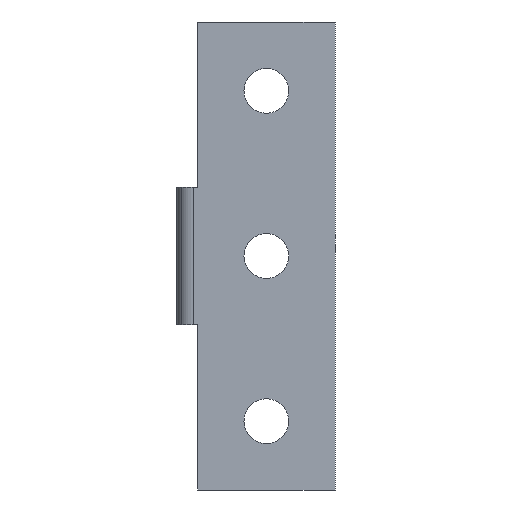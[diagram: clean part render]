
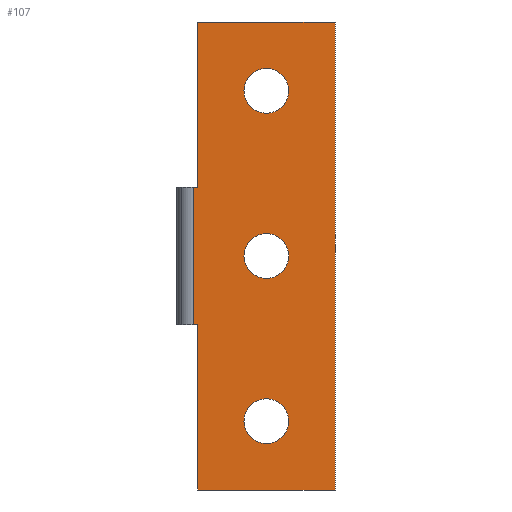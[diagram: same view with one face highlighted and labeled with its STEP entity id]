
A CAD part, left-side view. The second image highlights one B-rep face of the part: STEP entity #107.
In plain terms, the highlighted planar face has unit normal (-1, 0, 0).
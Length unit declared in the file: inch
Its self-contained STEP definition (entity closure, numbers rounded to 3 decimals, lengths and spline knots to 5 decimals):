
#107=ADVANCED_FACE('',(#215,#216,#217,#218),#219,.F.);
#215=FACE_OUTER_BOUND('',#403,.T.);
#216=FACE_BOUND('',#404,.T.);
#217=FACE_BOUND('',#405,.T.);
#218=FACE_BOUND('',#406,.T.);
#219=PLANE('',#407);
#403=EDGE_LOOP('',(#649,#650,#651,#652,#653,#654,#655,#656));
#404=EDGE_LOOP('',(#657,#658,#659,#660));
#405=EDGE_LOOP('',(#661,#662,#663,#664));
#406=EDGE_LOOP('',(#665,#666,#667,#668));
#407=AXIS2_PLACEMENT_3D('',#669,#670,#671);
#649=ORIENTED_EDGE('',*,*,#827,.F.);
#650=ORIENTED_EDGE('',*,*,#803,.T.);
#651=ORIENTED_EDGE('',*,*,#756,.T.);
#652=ORIENTED_EDGE('',*,*,#833,.T.);
#653=ORIENTED_EDGE('',*,*,#787,.T.);
#654=ORIENTED_EDGE('',*,*,#814,.T.);
#655=ORIENTED_EDGE('',*,*,#807,.T.);
#656=ORIENTED_EDGE('',*,*,#731,.T.);
#657=ORIENTED_EDGE('',*,*,#834,.T.);
#658=ORIENTED_EDGE('',*,*,#835,.T.);
#659=ORIENTED_EDGE('',*,*,#751,.T.);
#660=ORIENTED_EDGE('',*,*,#836,.T.);
#661=ORIENTED_EDGE('',*,*,#837,.T.);
#662=ORIENTED_EDGE('',*,*,#830,.T.);
#663=ORIENTED_EDGE('',*,*,#823,.T.);
#664=ORIENTED_EDGE('',*,*,#798,.T.);
#665=ORIENTED_EDGE('',*,*,#770,.T.);
#666=ORIENTED_EDGE('',*,*,#820,.T.);
#667=ORIENTED_EDGE('',*,*,#765,.T.);
#668=ORIENTED_EDGE('',*,*,#817,.T.);
#669=CARTESIAN_POINT('',(0.,1.34363,2.12481));
#670=DIRECTION('',(1.0,0.0,0.0));
#671=DIRECTION('',(0.0,1.0,0.0));
#731=EDGE_CURVE('',#856,#853,#857,.T.);
#751=EDGE_CURVE('',#893,#891,#894,.T.);
#756=EDGE_CURVE('',#902,#900,#903,.T.);
#765=EDGE_CURVE('',#917,#915,#918,.T.);
#770=EDGE_CURVE('',#926,#924,#927,.T.);
#787=EDGE_CURVE('',#952,#950,#953,.T.);
#798=EDGE_CURVE('',#969,#967,#970,.T.);
#803=EDGE_CURVE('',#975,#902,#976,.T.);
#807=EDGE_CURVE('',#981,#856,#982,.T.);
#814=EDGE_CURVE('',#950,#981,#989,.T.);
#817=EDGE_CURVE('',#915,#926,#992,.T.);
#820=EDGE_CURVE('',#924,#917,#995,.T.);
#823=EDGE_CURVE('',#999,#969,#1000,.T.);
#827=EDGE_CURVE('',#975,#853,#1004,.T.);
#830=EDGE_CURVE('',#1008,#999,#1009,.T.);
#833=EDGE_CURVE('',#900,#952,#1012,.T.);
#834=EDGE_CURVE('',#1013,#1014,#1015,.T.);
#835=EDGE_CURVE('',#1014,#893,#1016,.T.);
#836=EDGE_CURVE('',#891,#1013,#1017,.T.);
#837=EDGE_CURVE('',#967,#1008,#1018,.T.);
#853=VERTEX_POINT('',#1036);
#856=VERTEX_POINT('',#1039);
#857=LINE('',#1040,#1041);
#891=VERTEX_POINT('',#1098);
#893=VERTEX_POINT('',#1101);
#894=B_SPLINE_CURVE_WITH_KNOTS('',3,(#1102,#1103,#1104,#1105),.UNSPECIFIED.,.F.,.F.,(4,4),(0.0,1.0),.UNSPECIFIED.);
#900=VERTEX_POINT('',#1113);
#902=VERTEX_POINT('',#1116);
#903=LINE('',#1117,#1118);
#915=VERTEX_POINT('',#1136);
#917=VERTEX_POINT('',#1139);
#918=B_SPLINE_CURVE_WITH_KNOTS('',3,(#1140,#1141,#1142,#1143),.UNSPECIFIED.,.F.,.F.,(4,4),(0.0,1.0),.UNSPECIFIED.);
#924=VERTEX_POINT('',#1153);
#926=VERTEX_POINT('',#1156);
#927=B_SPLINE_CURVE_WITH_KNOTS('',3,(#1157,#1158,#1159,#1160),.UNSPECIFIED.,.F.,.F.,(4,4),(0.0,1.0),.UNSPECIFIED.);
#950=VERTEX_POINT('',#1202);
#952=VERTEX_POINT('',#1205);
#953=LINE('',#1206,#1207);
#967=VERTEX_POINT('',#1227);
#969=VERTEX_POINT('',#1230);
#970=B_SPLINE_CURVE_WITH_KNOTS('',3,(#1231,#1232,#1233,#1234),.UNSPECIFIED.,.F.,.F.,(4,4),(0.0,1.0),.UNSPECIFIED.);
#975=VERTEX_POINT('',#1242);
#976=LINE('',#1243,#1244);
#981=VERTEX_POINT('',#1250);
#982=LINE('',#1251,#1252);
#989=LINE('',#1262,#1263);
#992=B_SPLINE_CURVE_WITH_KNOTS('',3,(#1269,#1270,#1271,#1272),.UNSPECIFIED.,.F.,.F.,(4,4),(0.0,1.0),.UNSPECIFIED.);
#995=B_SPLINE_CURVE_WITH_KNOTS('',3,(#1278,#1279,#1280,#1281),.UNSPECIFIED.,.F.,.F.,(4,4),(0.0,1.0),.UNSPECIFIED.);
#999=VERTEX_POINT('',#1288);
#1000=B_SPLINE_CURVE_WITH_KNOTS('',3,(#1289,#1290,#1291,#1292),.UNSPECIFIED.,.F.,.F.,(4,4),(0.0,1.0),.UNSPECIFIED.);
#1004=LINE('',#1297,#1298);
#1008=VERTEX_POINT('',#1305);
#1009=B_SPLINE_CURVE_WITH_KNOTS('',3,(#1306,#1307,#1308,#1309),.UNSPECIFIED.,.F.,.F.,(4,4),(0.0,1.0),.UNSPECIFIED.);
#1012=LINE('',#1313,#1314);
#1013=VERTEX_POINT('',#1315);
#1014=VERTEX_POINT('',#1316);
#1015=B_SPLINE_CURVE_WITH_KNOTS('',3,(#1317,#1318,#1319,#1320),.UNSPECIFIED.,.F.,.F.,(4,4),(0.0,1.0),.UNSPECIFIED.);
#1016=B_SPLINE_CURVE_WITH_KNOTS('',3,(#1321,#1322,#1323,#1324),.UNSPECIFIED.,.F.,.F.,(4,4),(0.0,1.0),.UNSPECIFIED.);
#1017=B_SPLINE_CURVE_WITH_KNOTS('',3,(#1325,#1326,#1327,#1328),.UNSPECIFIED.,.F.,.F.,(4,4),(0.0,1.0),.UNSPECIFIED.);
#1018=B_SPLINE_CURVE_WITH_KNOTS('',3,(#1329,#1330,#1331,#1332),.UNSPECIFIED.,.F.,.F.,(4,4),(0.0,1.0),.UNSPECIFIED.);
#1036=CARTESIAN_POINT('',(0.,1.28738,2.74976));
#1039=CARTESIAN_POINT('',(0.,1.24988,2.74976));
#1040=CARTESIAN_POINT('',(0.,1.24988,2.74976));
#1041=VECTOR('',#1367,1.0);
#1098=CARTESIAN_POINT('',(0.,0.42184,0.62495));
#1101=CARTESIAN_POINT('',(0.,0.62494,0.82804));
#1102=CARTESIAN_POINT('',(0.,0.62494,0.82804));
#1103=CARTESIAN_POINT('',(0.,0.51277,0.82804));
#1104=CARTESIAN_POINT('',(0.,0.42184,0.73711));
#1105=CARTESIAN_POINT('',(0.,0.42184,0.62495));
#1113=CARTESIAN_POINT('',(0.,1.24988,0.));
#1116=CARTESIAN_POINT('',(0.,1.24988,1.49986));
#1117=CARTESIAN_POINT('',(0.,1.24988,4.24963));
#1118=VECTOR('',#1389,1.0);
#1136=CARTESIAN_POINT('',(0.,0.42184,2.12481));
#1139=CARTESIAN_POINT('',(0.,0.62494,2.32792));
#1140=CARTESIAN_POINT('',(0.,0.62494,2.32792));
#1141=CARTESIAN_POINT('',(0.,0.51277,2.32792));
#1142=CARTESIAN_POINT('',(0.,0.42184,2.23698));
#1143=CARTESIAN_POINT('',(0.,0.42184,2.12481));
#1153=CARTESIAN_POINT('',(0.,0.82805,2.12481));
#1156=CARTESIAN_POINT('',(0.,0.62494,1.92171));
#1157=CARTESIAN_POINT('',(0.,0.62494,1.92171));
#1158=CARTESIAN_POINT('',(0.,0.73712,1.92171));
#1159=CARTESIAN_POINT('',(0.,0.82805,2.01264));
#1160=CARTESIAN_POINT('',(0.,0.82805,2.12481));
#1202=CARTESIAN_POINT('',(0.,0.,4.24963));
#1205=CARTESIAN_POINT('',(0.,0.,0.));
#1206=CARTESIAN_POINT('',(0.,0.,0.));
#1207=VECTOR('',#1407,1.0);
#1227=CARTESIAN_POINT('',(0.,0.62494,3.42158));
#1230=CARTESIAN_POINT('',(0.,0.42184,3.62469));
#1231=CARTESIAN_POINT('',(0.,0.42184,3.62469));
#1232=CARTESIAN_POINT('',(0.,0.42184,3.51251));
#1233=CARTESIAN_POINT('',(0.,0.51277,3.42158));
#1234=CARTESIAN_POINT('',(0.,0.62494,3.42158));
#1242=CARTESIAN_POINT('',(0.,1.28738,1.49986));
#1243=CARTESIAN_POINT('',(0.,1.43738,1.49986));
#1244=VECTOR('',#1421,1.0);
#1250=CARTESIAN_POINT('',(0.,1.24988,4.24963));
#1251=CARTESIAN_POINT('',(0.,1.24988,4.24963));
#1252=VECTOR('',#1426,1.0);
#1262=CARTESIAN_POINT('',(0.,0.,4.24963));
#1263=VECTOR('',#1430,1.0);
#1269=CARTESIAN_POINT('',(0.,0.42184,2.12481));
#1270=CARTESIAN_POINT('',(0.,0.42184,2.01264));
#1271=CARTESIAN_POINT('',(0.,0.51277,1.92171));
#1272=CARTESIAN_POINT('',(0.,0.62494,1.92171));
#1278=CARTESIAN_POINT('',(0.,0.82805,2.12481));
#1279=CARTESIAN_POINT('',(0.,0.82805,2.23698));
#1280=CARTESIAN_POINT('',(0.,0.73712,2.32792));
#1281=CARTESIAN_POINT('',(0.,0.62494,2.32792));
#1288=CARTESIAN_POINT('',(0.,0.62494,3.8278));
#1289=CARTESIAN_POINT('',(0.,0.62494,3.8278));
#1290=CARTESIAN_POINT('',(0.,0.51277,3.8278));
#1291=CARTESIAN_POINT('',(0.,0.42184,3.73686));
#1292=CARTESIAN_POINT('',(0.,0.42184,3.62469));
#1297=CARTESIAN_POINT('',(0.,1.28738,2.12481));
#1298=VECTOR('',#1432,1.0);
#1305=CARTESIAN_POINT('',(0.,0.82805,3.62469));
#1306=CARTESIAN_POINT('',(0.,0.82805,3.62469));
#1307=CARTESIAN_POINT('',(0.,0.82805,3.73686));
#1308=CARTESIAN_POINT('',(0.,0.73712,3.8278));
#1309=CARTESIAN_POINT('',(0.,0.62494,3.8278));
#1313=CARTESIAN_POINT('',(0.,1.24988,0.));
#1314=VECTOR('',#1434,1.0);
#1315=CARTESIAN_POINT('',(0.,0.62494,0.42182));
#1316=CARTESIAN_POINT('',(0.,0.82805,0.62495));
#1317=CARTESIAN_POINT('',(0.,0.62494,0.42182));
#1318=CARTESIAN_POINT('',(0.,0.73712,0.42182));
#1319=CARTESIAN_POINT('',(0.,0.82805,0.51276));
#1320=CARTESIAN_POINT('',(0.,0.82805,0.62495));
#1321=CARTESIAN_POINT('',(0.,0.82805,0.62495));
#1322=CARTESIAN_POINT('',(0.,0.82805,0.73711));
#1323=CARTESIAN_POINT('',(0.,0.73712,0.82804));
#1324=CARTESIAN_POINT('',(0.,0.62494,0.82804));
#1325=CARTESIAN_POINT('',(0.,0.42184,0.62495));
#1326=CARTESIAN_POINT('',(0.,0.42184,0.51276));
#1327=CARTESIAN_POINT('',(0.,0.51277,0.42182));
#1328=CARTESIAN_POINT('',(0.,0.62494,0.42182));
#1329=CARTESIAN_POINT('',(0.,0.62494,3.42158));
#1330=CARTESIAN_POINT('',(0.,0.73712,3.42158));
#1331=CARTESIAN_POINT('',(0.,0.82805,3.51251));
#1332=CARTESIAN_POINT('',(0.,0.82805,3.62469));
#1367=DIRECTION('',(0.0,1.0,0.0));
#1389=DIRECTION('',(0.0,0.0,-1.0));
#1407=DIRECTION('',(0.0,0.0,1.0));
#1421=DIRECTION('',(0.0,-1.0,0.0));
#1426=DIRECTION('',(0.0,0.0,-1.0));
#1430=DIRECTION('',(0.0,1.0,0.0));
#1432=DIRECTION('',(0.0,0.0,1.0));
#1434=DIRECTION('',(0.0,-1.0,0.0));
